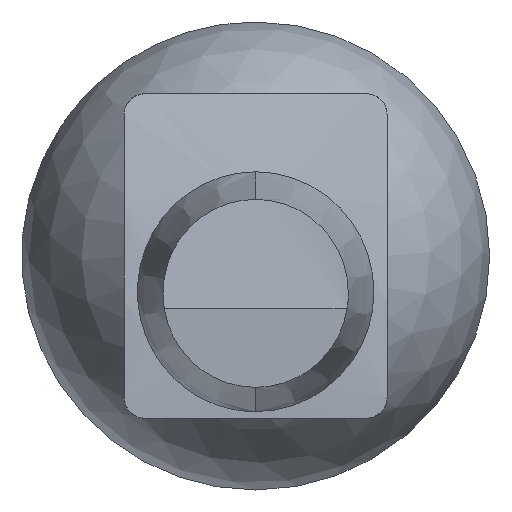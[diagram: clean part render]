
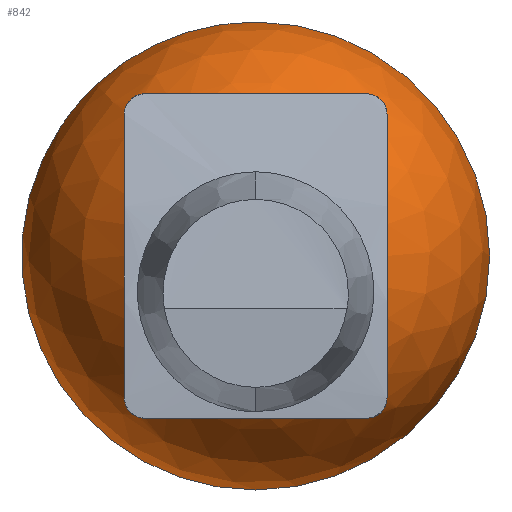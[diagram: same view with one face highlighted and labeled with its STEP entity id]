
A CAD part, front view. The second image highlights one B-rep face of the part: STEP entity #842.
In plain terms, the highlighted spherical face has radius 5.7 mm.
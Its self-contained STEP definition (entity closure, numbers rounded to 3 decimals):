
#12 = CARTESIAN_POINT ( 'NONE',  ( 3.021, -2.936, -3.84 ) ) ;
#35 = VERTEX_POINT ( 'NONE', #1000 ) ;
#41 = CARTESIAN_POINT ( 'NONE',  ( -3.12, -2.973, -3.731 ) ) ;
#43 = CARTESIAN_POINT ( 'NONE',  ( 2.7, -3.098, -3.95 ) ) ;
#57 = CARTESIAN_POINT ( 'NONE',  ( -3.12, -2.973, 3.731 ) ) ;
#65 = B_SPLINE_CURVE_WITH_KNOTS ( 'NONE', 3,
 ( #1132, #358, #260, #734, #345, #12, #228, #568, #844, #43 ),
 .UNSPECIFIED., .F., .F.,
 ( 4, 2, 2, 2, 4 ),
 ( 0., 0., 0., 0.001, 0.001 ),
 .UNSPECIFIED. ) ;
#67 = ORIENTED_EDGE ( 'NONE', *, *, #691, .T. ) ;
#68 = AXIS2_PLACEMENT_3D ( 'NONE', #220, #530, #1291 ) ;
#72 = CARTESIAN_POINT ( 'NONE',  ( 3.153, -3.014, 3.671 ) ) ;
#82 = AXIS2_PLACEMENT_3D ( 'NONE', #717, #1113, #207 ) ;
#93 = DIRECTION ( 'NONE',  ( 0., -1., 0. ) ) ;
#95 = CIRCLE ( 'NONE', #822, 4.717 ) ;
#96 = VERTEX_POINT ( 'NONE', #1124 ) ;
#107 = AXIS2_PLACEMENT_3D ( 'NONE', #794, #600, #400 ) ;
#109 = B_SPLINE_CURVE_WITH_KNOTS ( 'NONE', 3,
 ( #752, #1152, #254, #307, #189, #897, #72, #1090, #1192, #912 ),
 .UNSPECIFIED., .F., .F.,
 ( 4, 2, 2, 2, 4 ),
 ( 0., 0., 0., 0.001, 0.001 ),
 .UNSPECIFIED. ) ;
#110 = EDGE_CURVE ( 'NONE', #1024, #1131, #95, .T. ) ;
#113 = CARTESIAN_POINT ( 'NONE',  ( -3.2, 0., 0. ) ) ;
#155 = CARTESIAN_POINT ( 'NONE',  ( -2.821, -3.002, -3.94 ) ) ;
#161 = CARTESIAN_POINT ( 'NONE',  ( -3.021, -2.936, 3.84 ) ) ;
#166 = CARTESIAN_POINT ( 'NONE',  ( 3.2, -3.217, -3.45 ) ) ;
#170 = CARTESIAN_POINT ( 'NONE',  ( -3.2, -3.217, -3.45 ) ) ;
#171 = CIRCLE ( 'NONE', #1303, 4.109 ) ;
#178 = ORIENTED_EDGE ( 'NONE', *, *, #433, .T. ) ;
#189 = CARTESIAN_POINT ( 'NONE',  ( 3.02, -2.936, 3.842 ) ) ;
#207 = DIRECTION ( 'NONE',  ( 0., -1., 0. ) ) ;
#212 = SPHERICAL_SURFACE ( 'NONE', #276, 5.7 ) ;
#220 = CARTESIAN_POINT ( 'NONE',  ( 3.2, 0., 0. ) ) ;
#228 = CARTESIAN_POINT ( 'NONE',  ( 2.953, -2.944, -3.887 ) ) ;
#254 = CARTESIAN_POINT ( 'NONE',  ( 2.821, -3.002, 3.94 ) ) ;
#260 = CARTESIAN_POINT ( 'NONE',  ( 3.192, -3.108, -3.556 ) ) ;
#271 = ORIENTED_EDGE ( 'NONE', *, *, #110, .F. ) ;
#276 = AXIS2_PLACEMENT_3D ( 'NONE', #1012, #93, #1208 ) ;
#286 = EDGE_CURVE ( 'NONE', #1079, #963, #109, .T. ) ;
#307 = CARTESIAN_POINT ( 'NONE',  ( 2.952, -2.944, 3.888 ) ) ;
#308 = CIRCLE ( 'NONE', #68, 4.717 ) ;
#345 = CARTESIAN_POINT ( 'NONE',  ( 3.12, -2.973, -3.731 ) ) ;
#351 = ORIENTED_EDGE ( 'NONE', *, *, #1092, .T. ) ;
#352 = CARTESIAN_POINT ( 'NONE',  ( -3.2, -3.217, 3.45 ) ) ;
#358 = CARTESIAN_POINT ( 'NONE',  ( 3.2, -3.161, -3.502 ) ) ;
#368 = VERTEX_POINT ( 'NONE', #839 ) ;
#379 = DIRECTION ( 'NONE',  ( 0., 1., 0. ) ) ;
#392 = ORIENTED_EDGE ( 'NONE', *, *, #402, .T. ) ;
#400 = DIRECTION ( 'NONE',  ( 1., 0., 0. ) ) ;
#402 = EDGE_CURVE ( 'NONE', #96, #693, #591, .T. ) ;
#433 = EDGE_CURVE ( 'NONE', #693, #1131, #1310, .T. ) ;
#455 = CARTESIAN_POINT ( 'NONE',  ( -3.2, -3.161, 3.502 ) ) ;
#461 = CARTESIAN_POINT ( 'NONE',  ( -3.153, -3.014, 3.67 ) ) ;
#463 = CARTESIAN_POINT ( 'NONE',  ( -3.02, -2.936, -3.842 ) ) ;
#467 = CARTESIAN_POINT ( 'NONE',  ( -2.7, -3.098, -3.95 ) ) ;
#498 = EDGE_CURVE ( 'NONE', #35, #368, #524, .T. ) ;
#524 = CIRCLE ( 'NONE', #107, 5.7 ) ;
#530 = DIRECTION ( 'NONE',  ( 1., 0., 0. ) ) ;
#535 = DIRECTION ( 'NONE',  ( 1., 0., 0. ) ) ;
#551 = CARTESIAN_POINT ( 'NONE',  ( -3.2, -3.217, -3.45 ) ) ;
#554 = CIRCLE ( 'NONE', #967, 5.7 ) ;
#565 = CARTESIAN_POINT ( 'NONE',  ( -2.953, -2.944, 3.887 ) ) ;
#567 = CARTESIAN_POINT ( 'NONE',  ( -2.7, -3.098, -3.95 ) ) ;
#568 = CARTESIAN_POINT ( 'NONE',  ( 2.821, -3.002, -3.94 ) ) ;
#579 = EDGE_CURVE ( 'NONE', #963, #707, #308, .T. ) ;
#589 = DIRECTION ( 'NONE',  ( 0., 0., 1. ) ) ;
#590 = EDGE_CURVE ( 'NONE', #1190, #1079, #171, .T. ) ;
#591 = CIRCLE ( 'NONE', #82, 4.109 ) ;
#600 = DIRECTION ( 'NONE',  ( 0., -1., 0. ) ) ;
#615 = FACE_BOUND ( 'NONE', #995, .T. ) ;
#675 = CARTESIAN_POINT ( 'NONE',  ( -2.758, -3.047, -3.95 ) ) ;
#680 = CARTESIAN_POINT ( 'NONE',  ( -3.192, -3.108, 3.556 ) ) ;
#683 = CARTESIAN_POINT ( 'NONE',  ( -3.192, -3.107, -3.557 ) ) ;
#691 = EDGE_CURVE ( 'NONE', #707, #96, #65, .T. ) ;
#693 = VERTEX_POINT ( 'NONE', #467 ) ;
#704 = CARTESIAN_POINT ( 'NONE',  ( 0., 0., 0. ) ) ;
#707 = VERTEX_POINT ( 'NONE', #166 ) ;
#717 = CARTESIAN_POINT ( 'NONE',  ( 0., 0., -3.95 ) ) ;
#722 = DIRECTION ( 'NONE',  ( 0., 1., 0. ) ) ;
#728 = B_SPLINE_CURVE_WITH_KNOTS ( 'NONE', 3,
 ( #352, #455, #680, #461, #57, #161, #565, #1067, #751, #766 ),
 .UNSPECIFIED., .F., .F.,
 ( 4, 2, 2, 2, 4 ),
 ( 0., 0., 0., 0.001, 0.001 ),
 .UNSPECIFIED. ) ;
#734 = CARTESIAN_POINT ( 'NONE',  ( 3.153, -3.014, -3.67 ) ) ;
#750 = ORIENTED_EDGE ( 'NONE', *, *, #579, .T. ) ;
#751 = CARTESIAN_POINT ( 'NONE',  ( -2.758, -3.047, 3.95 ) ) ;
#752 = CARTESIAN_POINT ( 'NONE',  ( 2.7, -3.098, 3.95 ) ) ;
#766 = CARTESIAN_POINT ( 'NONE',  ( -2.7, -3.098, 3.95 ) ) ;
#784 = EDGE_CURVE ( 'NONE', #35, #368, #554, .T. ) ;
#794 = CARTESIAN_POINT ( 'NONE',  ( 0., 0., 0. ) ) ;
#814 = CARTESIAN_POINT ( 'NONE',  ( -2.7, -3.098, 3.95 ) ) ;
#822 = AXIS2_PLACEMENT_3D ( 'NONE', #113, #535, #1010 ) ;
#839 = CARTESIAN_POINT ( 'NONE',  ( 0., 0., 5.7 ) ) ;
#842 = ADVANCED_FACE ( 'NONE', ( #615, #1213 ), #212, .T. ) ;
#844 = CARTESIAN_POINT ( 'NONE',  ( 2.758, -3.047, -3.95 ) ) ;
#845 = CARTESIAN_POINT ( 'NONE',  ( 3.2, -3.217, 3.45 ) ) ;
#888 = ORIENTED_EDGE ( 'NONE', *, *, #286, .T. ) ;
#897 = CARTESIAN_POINT ( 'NONE',  ( 3.12, -2.973, 3.731 ) ) ;
#912 = CARTESIAN_POINT ( 'NONE',  ( 3.2, -3.217, 3.45 ) ) ;
#961 = CARTESIAN_POINT ( 'NONE',  ( 2.7, -3.098, 3.95 ) ) ;
#962 = CARTESIAN_POINT ( 'NONE',  ( -2.952, -2.944, -3.888 ) ) ;
#963 = VERTEX_POINT ( 'NONE', #845 ) ;
#967 = AXIS2_PLACEMENT_3D ( 'NONE', #704, #379, #589 ) ;
#995 = EDGE_LOOP ( 'NONE', ( #271, #351, #1136, #888, #750, #67, #392, #178 ) ) ;
#1000 = CARTESIAN_POINT ( 'NONE',  ( 0., 0., -5.7 ) ) ;
#1010 = DIRECTION ( 'NONE',  ( 0., 0., 1. ) ) ;
#1012 = CARTESIAN_POINT ( 'NONE',  ( 0., 0., 0. ) ) ;
#1024 = VERTEX_POINT ( 'NONE', #1166 ) ;
#1067 = CARTESIAN_POINT ( 'NONE',  ( -2.821, -3.002, 3.94 ) ) ;
#1079 = VERTEX_POINT ( 'NONE', #961 ) ;
#1090 = CARTESIAN_POINT ( 'NONE',  ( 3.192, -3.107, 3.557 ) ) ;
#1092 = EDGE_CURVE ( 'NONE', #1024, #1190, #728, .T. ) ;
#1094 = DIRECTION ( 'NONE',  ( 0., 0., 1. ) ) ;
#1110 = CARTESIAN_POINT ( 'NONE',  ( 0., 0., 3.95 ) ) ;
#1113 = DIRECTION ( 'NONE',  ( 0., 0., -1. ) ) ;
#1124 = CARTESIAN_POINT ( 'NONE',  ( 2.7, -3.098, -3.95 ) ) ;
#1131 = VERTEX_POINT ( 'NONE', #551 ) ;
#1132 = CARTESIAN_POINT ( 'NONE',  ( 3.2, -3.217, -3.45 ) ) ;
#1136 = ORIENTED_EDGE ( 'NONE', *, *, #590, .T. ) ;
#1144 = ORIENTED_EDGE ( 'NONE', *, *, #498, .T. ) ;
#1152 = CARTESIAN_POINT ( 'NONE',  ( 2.758, -3.047, 3.95 ) ) ;
#1156 = CARTESIAN_POINT ( 'NONE',  ( -3.2, -3.161, -3.502 ) ) ;
#1166 = CARTESIAN_POINT ( 'NONE',  ( -3.2, -3.217, 3.45 ) ) ;
#1176 = CARTESIAN_POINT ( 'NONE',  ( -3.153, -3.014, -3.671 ) ) ;
#1185 = EDGE_LOOP ( 'NONE', ( #1241, #1144 ) ) ;
#1190 = VERTEX_POINT ( 'NONE', #814 ) ;
#1192 = CARTESIAN_POINT ( 'NONE',  ( 3.2, -3.161, 3.502 ) ) ;
#1208 = DIRECTION ( 'NONE',  ( -1., 0., 0. ) ) ;
#1213 = FACE_OUTER_BOUND ( 'NONE', #1185, .T. ) ;
#1241 = ORIENTED_EDGE ( 'NONE', *, *, #784, .F. ) ;
#1291 = DIRECTION ( 'NONE',  ( 0., 0., 1. ) ) ;
#1303 = AXIS2_PLACEMENT_3D ( 'NONE', #1110, #1094, #722 ) ;
#1310 = B_SPLINE_CURVE_WITH_KNOTS ( 'NONE', 3,
 ( #567, #675, #155, #962, #463, #41, #1176, #683, #1156, #170 ),
 .UNSPECIFIED., .F., .F.,
 ( 4, 2, 2, 2, 4 ),
 ( 0., 0., 0., 0.001, 0.001 ),
 .UNSPECIFIED. ) ;
